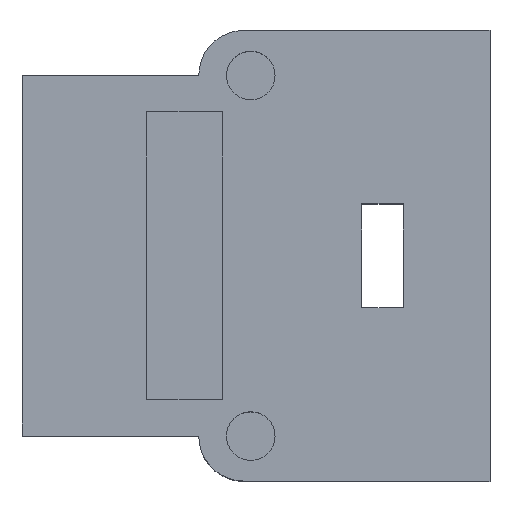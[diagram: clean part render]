
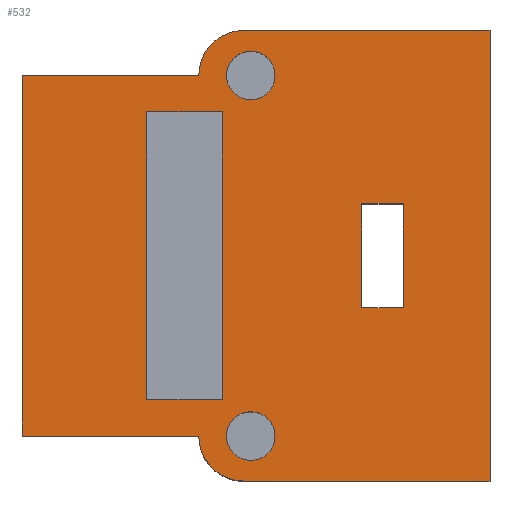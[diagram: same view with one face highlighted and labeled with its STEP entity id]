
A CAD part, top view. The second image highlights one B-rep face of the part: STEP entity #532.
In plain terms, the highlighted planar face has unit normal (0, 0, 1).
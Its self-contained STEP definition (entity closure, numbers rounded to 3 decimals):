
#62 = VERTEX_POINT('',#63);
#63 = CARTESIAN_POINT('',(10.8,-9.04,8.5));
#69 = EDGE_CURVE('',#62,#70,#72,.T.);
#70 = VERTEX_POINT('',#71);
#71 = CARTESIAN_POINT('',(10.8,3.96,8.5));
#72 = LINE('',#73,#74);
#73 = CARTESIAN_POINT('',(10.8,-9.04,8.5));
#74 = VECTOR('',#75,1.);
#75 = DIRECTION('',(0.,1.,0.));
#464 = VERTEX_POINT('',#465);
#465 = CARTESIAN_POINT('',(3.7,-9.04,8.5));
#471 = EDGE_CURVE('',#464,#62,#472,.T.);
#472 = LINE('',#473,#474);
#473 = CARTESIAN_POINT('',(3.7,-9.04,8.5));
#474 = VECTOR('',#475,1.);
#475 = DIRECTION('',(1.,0.,0.));
#532 = ADVANCED_FACE('',(#533,#585,#596,#630,#641),#675,.T.);
#533 = FACE_BOUND('',#534,.T.);
#534 = EDGE_LOOP('',(#535,#545,#553,#560,#561,#562,#570,#579));
#535 = ORIENTED_EDGE('',*,*,#536,.T.);
#536 = EDGE_CURVE('',#537,#539,#541,.T.);
#537 = VERTEX_POINT('',#538);
#538 = CARTESIAN_POINT('',(-2.7,2.66,8.5));
#539 = VERTEX_POINT('',#540);
#540 = CARTESIAN_POINT('',(-2.7,-7.74,8.5));
#541 = LINE('',#542,#543);
#542 = CARTESIAN_POINT('',(-2.7,2.66,8.5));
#543 = VECTOR('',#544,1.);
#544 = DIRECTION('',(0.,-1.,0.));
#545 = ORIENTED_EDGE('',*,*,#546,.T.);
#546 = EDGE_CURVE('',#539,#547,#549,.T.);
#547 = VERTEX_POINT('',#548);
#548 = CARTESIAN_POINT('',(2.4,-7.74,8.5));
#549 = LINE('',#550,#551);
#550 = CARTESIAN_POINT('',(-2.7,-7.74,8.5));
#551 = VECTOR('',#552,1.);
#552 = DIRECTION('',(1.,0.,0.));
#553 = ORIENTED_EDGE('',*,*,#554,.T.);
#554 = EDGE_CURVE('',#547,#464,#555,.T.);
#555 = CIRCLE('',#556,1.3);
#556 = AXIS2_PLACEMENT_3D('',#557,#558,#559);
#557 = CARTESIAN_POINT('',(3.7,-7.74,8.5));
#558 = DIRECTION('',(0.,0.,1.));
#559 = DIRECTION('',(1.,0.,0.));
#560 = ORIENTED_EDGE('',*,*,#471,.T.);
#561 = ORIENTED_EDGE('',*,*,#69,.T.);
#562 = ORIENTED_EDGE('',*,*,#563,.T.);
#563 = EDGE_CURVE('',#70,#564,#566,.T.);
#564 = VERTEX_POINT('',#565);
#565 = CARTESIAN_POINT('',(3.7,3.96,8.5));
#566 = LINE('',#567,#568);
#567 = CARTESIAN_POINT('',(10.8,3.96,8.5));
#568 = VECTOR('',#569,1.);
#569 = DIRECTION('',(-1.,0.,0.));
#570 = ORIENTED_EDGE('',*,*,#571,.T.);
#571 = EDGE_CURVE('',#564,#572,#574,.T.);
#572 = VERTEX_POINT('',#573);
#573 = CARTESIAN_POINT('',(2.4,2.66,8.5));
#574 = CIRCLE('',#575,1.3);
#575 = AXIS2_PLACEMENT_3D('',#576,#577,#578);
#576 = CARTESIAN_POINT('',(3.7,2.66,8.5));
#577 = DIRECTION('',(0.,0.,1.));
#578 = DIRECTION('',(1.,0.,0.));
#579 = ORIENTED_EDGE('',*,*,#580,.T.);
#580 = EDGE_CURVE('',#572,#537,#581,.T.);
#581 = LINE('',#582,#583);
#582 = CARTESIAN_POINT('',(2.4,2.66,8.5));
#583 = VECTOR('',#584,1.);
#584 = DIRECTION('',(-1.,0.,0.));
#585 = FACE_BOUND('',#586,.T.);
#586 = EDGE_LOOP('',(#587));
#587 = ORIENTED_EDGE('',*,*,#588,.F.);
#588 = EDGE_CURVE('',#589,#589,#591,.T.);
#589 = VERTEX_POINT('',#590);
#590 = CARTESIAN_POINT('',(4.6,-7.74,8.5));
#591 = CIRCLE('',#592,0.7);
#592 = AXIS2_PLACEMENT_3D('',#593,#594,#595);
#593 = CARTESIAN_POINT('',(3.9,-7.74,8.5));
#594 = DIRECTION('',(0.,0.,1.));
#595 = DIRECTION('',(1.,0.,0.));
#596 = FACE_BOUND('',#597,.T.);
#597 = EDGE_LOOP('',(#598,#608,#616,#624));
#598 = ORIENTED_EDGE('',*,*,#599,.F.);
#599 = EDGE_CURVE('',#600,#602,#604,.T.);
#600 = VERTEX_POINT('',#601);
#601 = CARTESIAN_POINT('',(0.9,1.61,8.5));
#602 = VERTEX_POINT('',#603);
#603 = CARTESIAN_POINT('',(0.9,-6.69,8.5));
#604 = LINE('',#605,#606);
#605 = CARTESIAN_POINT('',(0.9,1.61,8.5));
#606 = VECTOR('',#607,1.);
#607 = DIRECTION('',(0.,-1.,0.));
#608 = ORIENTED_EDGE('',*,*,#609,.F.);
#609 = EDGE_CURVE('',#610,#600,#612,.T.);
#610 = VERTEX_POINT('',#611);
#611 = CARTESIAN_POINT('',(3.077,1.61,8.5));
#612 = LINE('',#613,#614);
#613 = CARTESIAN_POINT('',(3.077,1.61,8.5));
#614 = VECTOR('',#615,1.);
#615 = DIRECTION('',(-1.,0.,0.));
#616 = ORIENTED_EDGE('',*,*,#617,.F.);
#617 = EDGE_CURVE('',#618,#610,#620,.T.);
#618 = VERTEX_POINT('',#619);
#619 = CARTESIAN_POINT('',(3.077,-6.69,8.5));
#620 = LINE('',#621,#622);
#621 = CARTESIAN_POINT('',(3.077,-6.69,8.5));
#622 = VECTOR('',#623,1.);
#623 = DIRECTION('',(0.,1.,0.));
#624 = ORIENTED_EDGE('',*,*,#625,.F.);
#625 = EDGE_CURVE('',#602,#618,#626,.T.);
#626 = LINE('',#627,#628);
#627 = CARTESIAN_POINT('',(0.9,-6.69,8.5));
#628 = VECTOR('',#629,1.);
#629 = DIRECTION('',(1.,0.,0.));
#630 = FACE_BOUND('',#631,.T.);
#631 = EDGE_LOOP('',(#632));
#632 = ORIENTED_EDGE('',*,*,#633,.F.);
#633 = EDGE_CURVE('',#634,#634,#636,.T.);
#634 = VERTEX_POINT('',#635);
#635 = CARTESIAN_POINT('',(4.6,2.66,8.5));
#636 = CIRCLE('',#637,0.7);
#637 = AXIS2_PLACEMENT_3D('',#638,#639,#640);
#638 = CARTESIAN_POINT('',(3.9,2.66,8.5));
#639 = DIRECTION('',(0.,0.,1.));
#640 = DIRECTION('',(1.,0.,0.));
#641 = FACE_BOUND('',#642,.T.);
#642 = EDGE_LOOP('',(#643,#653,#661,#669));
#643 = ORIENTED_EDGE('',*,*,#644,.T.);
#644 = EDGE_CURVE('',#645,#647,#649,.T.);
#645 = VERTEX_POINT('',#646);
#646 = CARTESIAN_POINT('',(8.3,-4.04,8.5));
#647 = VERTEX_POINT('',#648);
#648 = CARTESIAN_POINT('',(7.101,-4.04,8.5));
#649 = LINE('',#650,#651);
#650 = CARTESIAN_POINT('',(5.725,-4.04,8.5));
#651 = VECTOR('',#652,1.);
#652 = DIRECTION('',(-1.,0.,0.));
#653 = ORIENTED_EDGE('',*,*,#654,.T.);
#654 = EDGE_CURVE('',#647,#655,#657,.T.);
#655 = VERTEX_POINT('',#656);
#656 = CARTESIAN_POINT('',(7.101,-1.04,8.5));
#657 = LINE('',#658,#659);
#658 = CARTESIAN_POINT('',(7.101,-1.79,8.5));
#659 = VECTOR('',#660,1.);
#660 = DIRECTION('',(0.,1.,0.));
#661 = ORIENTED_EDGE('',*,*,#662,.T.);
#662 = EDGE_CURVE('',#655,#663,#665,.T.);
#663 = VERTEX_POINT('',#664);
#664 = CARTESIAN_POINT('',(8.3,-1.04,8.5));
#665 = LINE('',#666,#667);
#666 = CARTESIAN_POINT('',(6.324,-1.04,8.5));
#667 = VECTOR('',#668,1.);
#668 = DIRECTION('',(1.,0.,0.));
#669 = ORIENTED_EDGE('',*,*,#670,.T.);
#670 = EDGE_CURVE('',#663,#645,#671,.T.);
#671 = LINE('',#672,#673);
#672 = CARTESIAN_POINT('',(8.3,-3.29,8.5));
#673 = VECTOR('',#674,1.);
#674 = DIRECTION('',(0.,-1.,0.));
#675 = PLANE('',#676);
#676 = AXIS2_PLACEMENT_3D('',#677,#678,#679);
#677 = CARTESIAN_POINT('',(4.348,-2.54,8.5));
#678 = DIRECTION('',(0.,0.,1.));
#679 = DIRECTION('',(1.,0.,0.));
